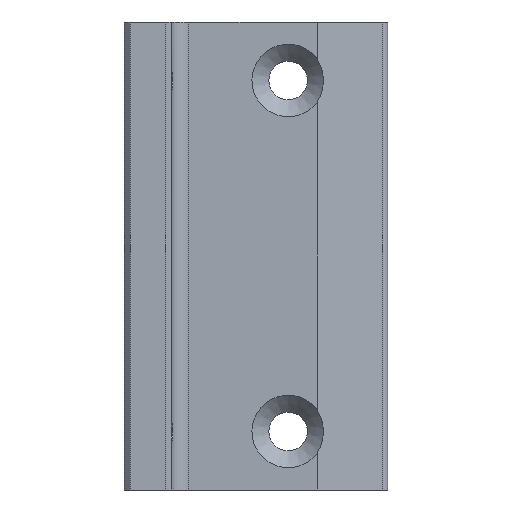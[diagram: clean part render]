
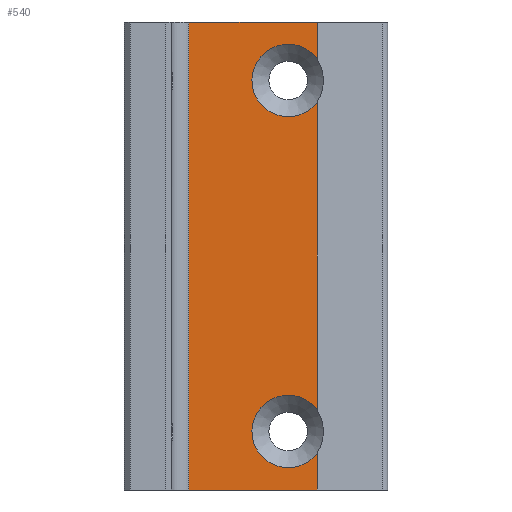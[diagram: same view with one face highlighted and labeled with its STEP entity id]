
A CAD part, left-side view. The second image highlights one B-rep face of the part: STEP entity #540.
In plain terms, the highlighted planar face has unit normal (-1, 0, 0).
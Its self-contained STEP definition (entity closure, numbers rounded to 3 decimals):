
#147=CARTESIAN_POINT('',(-3.,-25.0,-40.0));
#148=VERTEX_POINT('',#147);
#155=CARTESIAN_POINT('',(-3.,-3.,-40.0));
#156=VERTEX_POINT('',#155);
#157=CARTESIAN_POINT('',(-3.,-3.,-40.0));
#158=DIRECTION('',(0.0,-1.0,0.0));
#159=VECTOR('',#158,22.);
#160=LINE('',#157,#159);
#161=EDGE_CURVE('',#156,#148,#160,.T.);
#445=CARTESIAN_POINT('',(-3.,-3.,40.0));
#446=VERTEX_POINT('',#445);
#447=CARTESIAN_POINT('',(-3.,-3.,-40.0));
#448=DIRECTION('',(0.0,0.0,1.0));
#449=VECTOR('',#448,80.0);
#450=LINE('',#447,#449);
#451=EDGE_CURVE('',#156,#446,#450,.T.);
#483=CARTESIAN_POINT('',(-3.,-25.0,0.0));
#484=DIRECTION('',(-1.0,0.0,0.0));
#485=DIRECTION('',(0.0,0.0,1.0));
#486=AXIS2_PLACEMENT_3D('',#483,#484,#485);
#487=PLANE('',#486);
#488=ORIENTED_EDGE('',*,*,#451,.F.);
#489=ORIENTED_EDGE('',*,*,#161,.T.);
#490=CARTESIAN_POINT('',(-3.,-25.0,-33.666));
#491=VERTEX_POINT('',#490);
#492=CARTESIAN_POINT('',(-3.,-25.0,-40.0));
#493=DIRECTION('',(0.0,0.0,1.0));
#494=VECTOR('',#493,6.334);
#495=LINE('',#492,#494);
#496=EDGE_CURVE('',#148,#491,#495,.T.);
#497=ORIENTED_EDGE('',*,*,#496,.T.);
#498=CARTESIAN_POINT('',(-3.,-25.0,-26.334));
#499=VERTEX_POINT('',#498);
#500=CARTESIAN_POINT('',(-3.,-20.,-30.0));
#501=DIRECTION('',(1.0,0.0,0.0));
#502=DIRECTION('',(0.0,0.0,1.0));
#503=AXIS2_PLACEMENT_3D('',#500,#501,#502);
#504=CIRCLE('',#503,6.2);
#505=EDGE_CURVE('',#491,#499,#504,.T.);
#506=ORIENTED_EDGE('',*,*,#505,.T.);
#507=CARTESIAN_POINT('',(-3.,-25.0,26.334));
#508=VERTEX_POINT('',#507);
#509=CARTESIAN_POINT('',(-3.,-25.0,-26.334));
#510=DIRECTION('',(0.0,0.0,1.0));
#511=VECTOR('',#510,52.668);
#512=LINE('',#509,#511);
#513=EDGE_CURVE('',#499,#508,#512,.T.);
#514=ORIENTED_EDGE('',*,*,#513,.T.);
#515=CARTESIAN_POINT('',(-3.,-25.0,33.666));
#516=VERTEX_POINT('',#515);
#517=CARTESIAN_POINT('',(-3.,-20.,30.0));
#518=DIRECTION('',(1.0,0.0,0.0));
#519=DIRECTION('',(0.0,0.0,1.0));
#520=AXIS2_PLACEMENT_3D('',#517,#518,#519);
#521=CIRCLE('',#520,6.2);
#522=EDGE_CURVE('',#508,#516,#521,.T.);
#523=ORIENTED_EDGE('',*,*,#522,.T.);
#524=CARTESIAN_POINT('',(-3.,-25.0,40.0));
#525=VERTEX_POINT('',#524);
#526=CARTESIAN_POINT('',(-3.,-25.0,33.666));
#527=DIRECTION('',(0.0,0.0,1.0));
#528=VECTOR('',#527,6.334);
#529=LINE('',#526,#528);
#530=EDGE_CURVE('',#516,#525,#529,.T.);
#531=ORIENTED_EDGE('',*,*,#530,.T.);
#532=CARTESIAN_POINT('',(-3.,-25.0,40.0));
#533=DIRECTION('',(0.0,1.0,0.0));
#534=VECTOR('',#533,22.);
#535=LINE('',#532,#534);
#536=EDGE_CURVE('',#525,#446,#535,.T.);
#537=ORIENTED_EDGE('',*,*,#536,.T.);
#538=EDGE_LOOP('',(#488,#489,#497,#506,#514,#523,#531,#537));
#539=FACE_OUTER_BOUND('',#538,.T.);
#540=ADVANCED_FACE('',(#539),#487,.T.);
